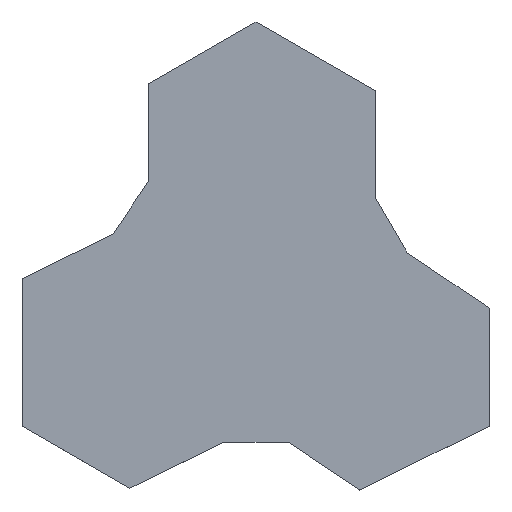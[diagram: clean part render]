
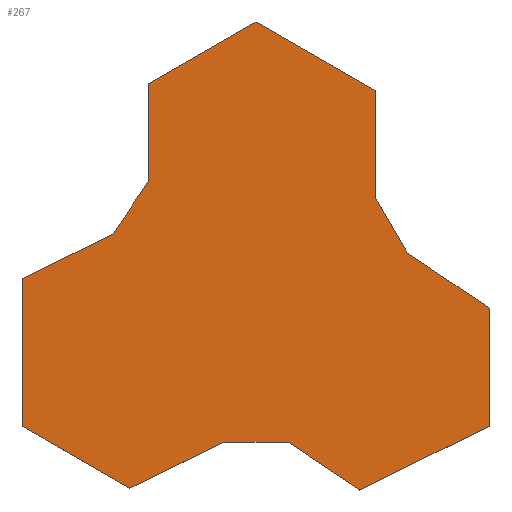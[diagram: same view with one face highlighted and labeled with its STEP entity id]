
A CAD part, top view. The second image highlights one B-rep face of the part: STEP entity #267.
In plain terms, the highlighted planar face has unit normal (0, 0, 1).
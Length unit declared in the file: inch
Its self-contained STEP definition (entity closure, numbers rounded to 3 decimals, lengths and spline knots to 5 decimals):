
#2 = CARTESIAN_POINT ( 'NONE',  ( -8.90283, -27.88087, 0.1 ) ) ;
#15 = EDGE_CURVE ( 'NONE', #64, #257, #387, .T. ) ;
#19 = VECTOR ( 'NONE', #338, 39.37008 ) ;
#26 = VERTEX_POINT ( 'NONE', #516 ) ;
#33 = VERTEX_POINT ( 'NONE', #116 ) ;
#37 = ORIENTED_EDGE ( 'NONE', *, *, #530, .F. ) ;
#39 = ORIENTED_EDGE ( 'NONE', *, *, #491, .T. ) ;
#46 = CARTESIAN_POINT ( 'NONE',  ( -6.75028, -22.04226, 0.1 ) ) ;
#50 = CARTESIAN_POINT ( 'NONE',  ( 0., 0., 0.1 ) ) ;
#51 = CARTESIAN_POINT ( 'NONE',  ( -7.36323, -24.60758, 0.1 ) ) ;
#59 = VECTOR ( 'NONE', #475, 39.37008 ) ;
#64 = VERTEX_POINT ( 'NONE', #249 ) ;
#65 = CARTESIAN_POINT ( 'NONE',  ( -5.47272, -28.15295, 0.1 ) ) ;
#66 = DIRECTION ( 'NONE',  ( -0.5, 0.866, 0. ) ) ;
#68 = CARTESIAN_POINT ( 'NONE',  ( -2.3405, -24.92718, 0.1 ) ) ;
#72 = ORIENTED_EDGE ( 'NONE', *, *, #167, .T. ) ;
#76 = EDGE_LOOP ( 'NONE', ( #564, #72, #206, #100, #266, #416, #223, #171, #541, #262, #214, #275, #37, #92, #39 ) ) ;
#77 = EDGE_CURVE ( 'NONE', #132, #593, #293, .T. ) ;
#78 = VECTOR ( 'NONE', #467, 39.37008 ) ;
#81 = EDGE_CURVE ( 'NONE', #508, #64, #577, .T. ) ;
#83 = VERTEX_POINT ( 'NONE', #339 ) ;
#90 = CARTESIAN_POINT ( 'NONE',  ( -2.8905, -23.97455, 0.1 ) ) ;
#92 = ORIENTED_EDGE ( 'NONE', *, *, #544, .T. ) ;
#100 = ORIENTED_EDGE ( 'NONE', *, *, #81, .F. ) ;
#105 = DIRECTION ( 'NONE',  ( 0., 0., -1. ) ) ;
#107 = EDGE_CURVE ( 'NONE', #148, #83, #531, .T. ) ;
#114 = CARTESIAN_POINT ( 'NONE',  ( -4.92272, -20.98712, 0.1 ) ) ;
#116 = CARTESIAN_POINT ( 'NONE',  ( -2.8905, -23.97455, 0.1 ) ) ;
#121 = CARTESIAN_POINT ( 'NONE',  ( -2.3405, -24.92718, 0.1 ) ) ;
#128 = VECTOR ( 'NONE', #534, 39.37008 ) ;
#132 = VERTEX_POINT ( 'NONE', #65 ) ;
#136 = CARTESIAN_POINT ( 'NONE',  ( -8.90283, -25.36302, 0.1 ) ) ;
#141 = VERTEX_POINT ( 'NONE', #575 ) ;
#148 = VERTEX_POINT ( 'NONE', #294 ) ;
#149 = CARTESIAN_POINT ( 'NONE',  ( -2.8905, -22.16042, 0.1 ) ) ;
#157 = VECTOR ( 'NONE', #470, 39.37008 ) ;
#162 = DIRECTION ( 'NONE',  ( 0.557, 0.83, 0. ) ) ;
#167 = EDGE_CURVE ( 'NONE', #272, #257, #565, .T. ) ;
#171 = ORIENTED_EDGE ( 'NONE', *, *, #77, .F. ) ;
#174 = VECTOR ( 'NONE', #66, 39.37008 ) ;
#191 = CARTESIAN_POINT ( 'NONE',  ( -8.90283, -25.36302, 0.1 ) ) ;
#194 = CARTESIAN_POINT ( 'NONE',  ( -4.92272, -20.98712, 0.1 ) ) ;
#196 = VERTEX_POINT ( 'NONE', #240 ) ;
#203 = CARTESIAN_POINT ( 'NONE',  ( -5.47272, -28.15295, 0.1 ) ) ;
#206 = ORIENTED_EDGE ( 'NONE', *, *, #15, .F. ) ;
#214 = ORIENTED_EDGE ( 'NONE', *, *, #107, .T. ) ;
#223 = ORIENTED_EDGE ( 'NONE', *, *, #425, .T. ) ;
#224 = EDGE_CURVE ( 'NONE', #26, #272, #526, .T. ) ;
#226 = VECTOR ( 'NONE', #270, 39.37008 ) ;
#240 = CARTESIAN_POINT ( 'NONE',  ( -0.94261, -25.86525, 0.1 ) ) ;
#242 = CARTESIAN_POINT ( 'NONE',  ( -6.75028, -23.69419, 0.1 ) ) ;
#249 = CARTESIAN_POINT ( 'NONE',  ( -6.75028, -23.69419, 0.1 ) ) ;
#250 = CARTESIAN_POINT ( 'NONE',  ( -7.07222, -28.93778, 0.1 ) ) ;
#254 = VERTEX_POINT ( 'NONE', #460 ) ;
#257 = VERTEX_POINT ( 'NONE', #46 ) ;
#258 = VECTOR ( 'NONE', #408, 39.37008 ) ;
#262 = ORIENTED_EDGE ( 'NONE', *, *, #330, .T. ) ;
#266 = ORIENTED_EDGE ( 'NONE', *, *, #394, .T. ) ;
#267 = ADVANCED_FACE ( 'NONE', ( #380 ), #413, .F. ) ;
#268 = CARTESIAN_POINT ( 'NONE',  ( -4.37272, -28.15295, 0.1 ) ) ;
#269 = VERTEX_POINT ( 'NONE', #2 ) ;
#270 = DIRECTION ( 'NONE',  ( 0., 1., 0. ) ) ;
#272 = VERTEX_POINT ( 'NONE', #194 ) ;
#275 = ORIENTED_EDGE ( 'NONE', *, *, #514, .T. ) ;
#277 = LINE ( 'NONE', #68, #409 ) ;
#283 = LINE ( 'NONE', #51, #59 ) ;
#288 = DIRECTION ( 'NONE',  ( -1., 0., 0. ) ) ;
#293 = LINE ( 'NONE', #203, #481 ) ;
#294 = CARTESIAN_POINT ( 'NONE',  ( -3.15818, -28.96799, 0.1 ) ) ;
#295 = LINE ( 'NONE', #121, #174 ) ;
#296 = CARTESIAN_POINT ( 'NONE',  ( -7.36323, -24.60758, 0.1 ) ) ;
#306 = VECTOR ( 'NONE', #162, 39.37008 ) ;
#327 = LINE ( 'NONE', #191, #522 ) ;
#330 = EDGE_CURVE ( 'NONE', #141, #148, #359, .T. ) ;
#338 = DIRECTION ( 'NONE',  ( -0.866, 0.5, 0. ) ) ;
#339 = CARTESIAN_POINT ( 'NONE',  ( -0.94261, -27.88087, 0.1 ) ) ;
#359 = LINE ( 'NONE', #268, #361 ) ;
#361 = VECTOR ( 'NONE', #364, 39.37008 ) ;
#363 = VECTOR ( 'NONE', #468, 39.37008 ) ;
#364 = DIRECTION ( 'NONE',  ( 0.83, -0.557, 0. ) ) ;
#370 = LINE ( 'NONE', #378, #78 ) ;
#376 = VERTEX_POINT ( 'NONE', #136 ) ;
#378 = CARTESIAN_POINT ( 'NONE',  ( -0.94261, -27.88087, 0.1 ) ) ;
#380 = FACE_OUTER_BOUND ( 'NONE', #76, .T. ) ;
#386 = AXIS2_PLACEMENT_3D ( 'NONE', #50, #105, #288 ) ;
#387 = LINE ( 'NONE', #242, #363 ) ;
#390 = DIRECTION ( 'NONE',  ( -0.898, -0.441, 0. ) ) ;
#394 = EDGE_CURVE ( 'NONE', #508, #376, #283, .T. ) ;
#402 = EDGE_CURVE ( 'NONE', #132, #141, #418, .T. ) ;
#408 = DIRECTION ( 'NONE',  ( 1., 0., 0. ) ) ;
#409 = VECTOR ( 'NONE', #576, 39.37008 ) ;
#410 = VECTOR ( 'NONE', #559, 39.37008 ) ;
#413 = PLANE ( 'NONE',  #386 ) ;
#416 = ORIENTED_EDGE ( 'NONE', *, *, #502, .T. ) ;
#418 = LINE ( 'NONE', #513, #258 ) ;
#425 = EDGE_CURVE ( 'NONE', #269, #593, #505, .T. ) ;
#457 = DIRECTION ( 'NONE',  ( 0., -1., 0. ) ) ;
#460 = CARTESIAN_POINT ( 'NONE',  ( -2.3405, -24.92718, 0.1 ) ) ;
#467 = DIRECTION ( 'NONE',  ( 0., 1., 0. ) ) ;
#468 = DIRECTION ( 'NONE',  ( 0., 1., 0. ) ) ;
#470 = DIRECTION ( 'NONE',  ( 0.866, -0.5, 0. ) ) ;
#475 = DIRECTION ( 'NONE',  ( -0.898, -0.441, 0. ) ) ;
#481 = VECTOR ( 'NONE', #390, 39.37008 ) ;
#486 = CARTESIAN_POINT ( 'NONE',  ( -3.15818, -28.96799, 0.1 ) ) ;
#491 = EDGE_CURVE ( 'NONE', #33, #26, #501, .T. ) ;
#501 = LINE ( 'NONE', #90, #226 ) ;
#502 = EDGE_CURVE ( 'NONE', #376, #269, #327, .T. ) ;
#505 = LINE ( 'NONE', #603, #157 ) ;
#508 = VERTEX_POINT ( 'NONE', #518 ) ;
#513 = CARTESIAN_POINT ( 'NONE',  ( -5.47272, -28.15295, 0.1 ) ) ;
#514 = EDGE_CURVE ( 'NONE', #83, #196, #370, .T. ) ;
#516 = CARTESIAN_POINT ( 'NONE',  ( -2.8905, -22.16042, 0.1 ) ) ;
#518 = CARTESIAN_POINT ( 'NONE',  ( -7.36323, -24.60758, 0.1 ) ) ;
#522 = VECTOR ( 'NONE', #457, 39.37008 ) ;
#526 = LINE ( 'NONE', #149, #19 ) ;
#530 = EDGE_CURVE ( 'NONE', #254, #196, #277, .T. ) ;
#531 = LINE ( 'NONE', #486, #128 ) ;
#534 = DIRECTION ( 'NONE',  ( 0.898, 0.441, 0. ) ) ;
#541 = ORIENTED_EDGE ( 'NONE', *, *, #402, .T. ) ;
#544 = EDGE_CURVE ( 'NONE', #254, #33, #295, .T. ) ;
#559 = DIRECTION ( 'NONE',  ( -0.866, -0.5, 0. ) ) ;
#564 = ORIENTED_EDGE ( 'NONE', *, *, #224, .T. ) ;
#565 = LINE ( 'NONE', #114, #410 ) ;
#575 = CARTESIAN_POINT ( 'NONE',  ( -4.37272, -28.15295, 0.1 ) ) ;
#576 = DIRECTION ( 'NONE',  ( 0.83, -0.557, 0. ) ) ;
#577 = LINE ( 'NONE', #296, #306 ) ;
#593 = VERTEX_POINT ( 'NONE', #250 ) ;
#603 = CARTESIAN_POINT ( 'NONE',  ( -8.90283, -27.88087, 0.1 ) ) ;
